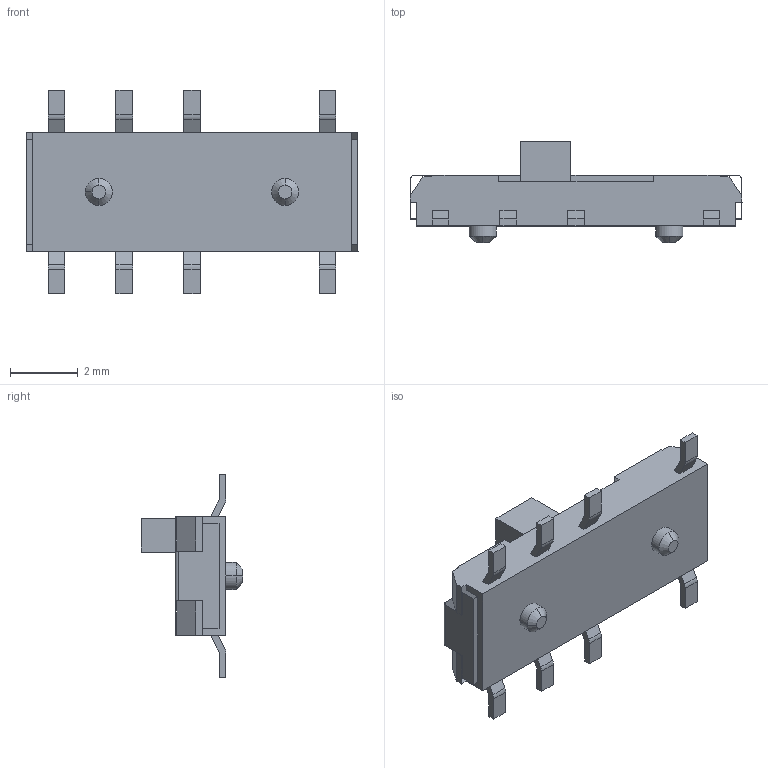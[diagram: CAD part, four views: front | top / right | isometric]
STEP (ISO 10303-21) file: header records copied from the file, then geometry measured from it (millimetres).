
FILE_DESCRIPTION(/* description */ ('STEP AP242','CAx-IF Rec.Pracs.---Representation and Presentation of Product Manufacturing Information (PMI)---4.0---2014-10-13','CAx-IF Rec.Pracs.---3D Tessellated Geometry---0.4---2014-09-14','2;1'),/* implementation_level */ '2;1');
FILE_NAME(/* name */ '67ffc935e154b454f7d4f0fb',/* time_stamp */ '2025-04-16T15:13:57Z',/* author */ (''),/* organization */ (''),/* preprocessor_version */ 'ST-DEVELOPER v20',/* originating_system */ 'ONSHAPE BY PTC INC, 1.196',/* authorisation */ ' ');
FILE_SCHEMA (('AP242_MANAGED_MODEL_BASED_3D_ENGINEERING_MIM_LF { 1 0 10303 442 1 1 4 }'));
Length unit declared in the file: metre
Products named in the file (14): ASSEMBLY; ASSEMBLY_PART12; ASSEMBLY_PART1; ASSEMBLY_PART7; ASSEMBLY_PART6; ASSEMBLY_PART8; ASSEMBLY_PART4; ASSEMBLY_PART2; ASSEMBLY_PART9; ASSEMBLY_PART5; ASSEMBLY_PART10; ASSEMBLY_PART11; ASSEMBLY_PART3
Assembly tree (13 placements, depth 2):
  ASSEMBLY
    ASSEMBLY_PART12
    ASSEMBLY_PART1
    ASSEMBLY_PART7
    ASSEMBLY_PART6
    ASSEMBLY_PART8
    ASSEMBLY_PART4
    ASSEMBLY_PART2
    ASSEMBLY_PART9
    ASSEMBLY_PART5
    ASSEMBLY_PART10
    ASSEMBLY_PART11
    ASSEMBLY_PART3
    ASSEMBLY_PART1
Bounding box: 9.8 x 3 x 6 mm (x, y, z)
Surface area: 130.4 mm2 (no closed solid volume)
Topology: 0 solids, 13 shells, 105 faces, 336 edges, 235 vertices
Faces by surface type: plane 86, cylinder 14, cone 5
Entity records: 4099 total; most frequent: CARTESIAN_POINT 693, DIRECTION 622, ORIENTED_EDGE 528, EDGE_CURVE 336, LINE 286, VECTOR 286, VERTEX_POINT 235, AXIS2_PLACEMENT_3D 168
